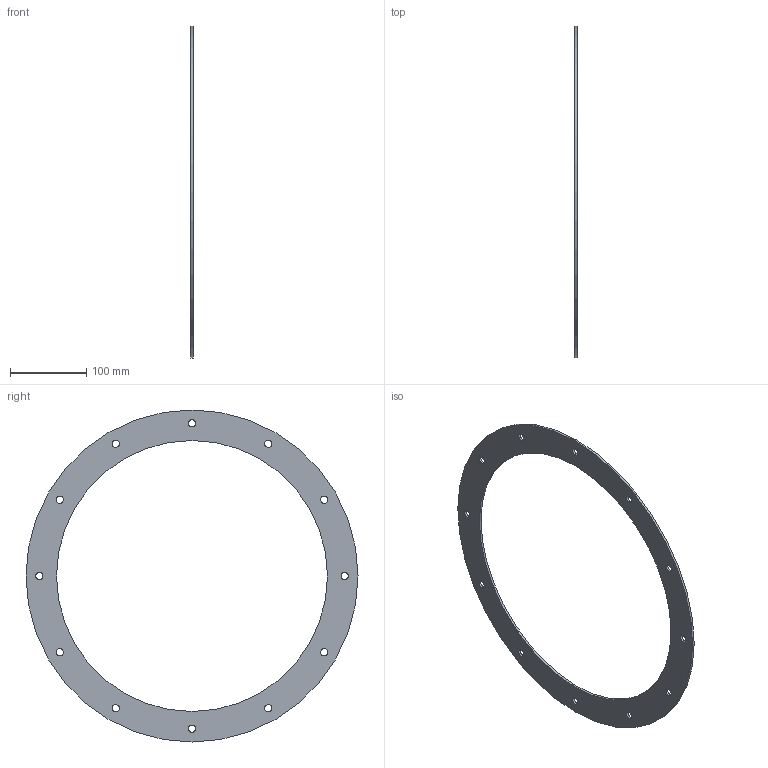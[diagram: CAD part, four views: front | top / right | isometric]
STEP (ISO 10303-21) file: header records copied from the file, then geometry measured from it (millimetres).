
FILE_DESCRIPTION( ( 'STEP AP214' ), '1' );
FILE_NAME( '3000700H.stp', '2021-12-06T12:09:33', ( 'License CC BY-ND 4.0' ), ( 'CADENAS' ), ' ', 'PARTsolutions', ' ' );
FILE_SCHEMA( ( 'AUTOMOTIVE_DESIGN { 1 0 10303 214 1 1 1 1 }' ) );
Length unit declared in the file: millimetre
Products named in the file (1): _3000700H
Bounding box: 3 x 435 x 435 mm (x, y, z)
Volume: 146359.7 mm3; surface area: 106093.2 mm2
Topology: 1 solids, 1 shells, 16 faces, 42 edges, 28 vertices
Faces by surface type: cylinder 14, plane 2
Full cylindrical faces by diameter (mm): 9.5 x12, 355 x1, 435 x1
Entity records: 640 total; most frequent: DIRECTION 90, CARTESIAN_POINT 73, EDGE_LOOP 56, ORIENTED_EDGE 56, AXIS2_PLACEMENT_3D 45, FACE_OUTER_BOUND 30, EDGE_CURVE 28, VERTEX_POINT 28
